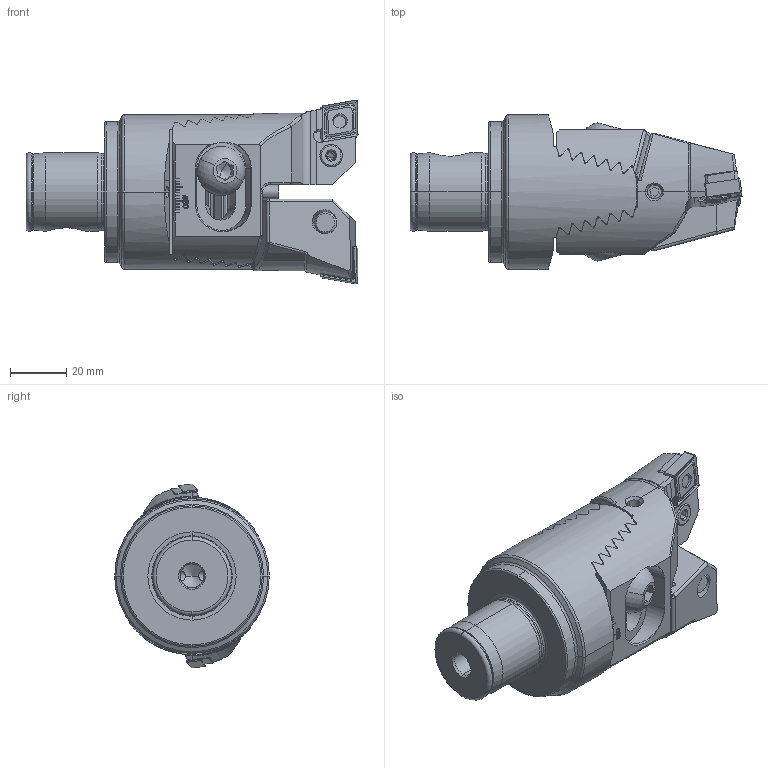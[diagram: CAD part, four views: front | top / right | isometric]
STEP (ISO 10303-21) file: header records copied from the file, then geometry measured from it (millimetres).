
FILE_DESCRIPTION (( 'STEP AP203' ), '1' );
FILE_NAME ('WH5.Z55.K23.090.STEP', '2013-03-06T07:21:56', ( 'baer' ), ( 'Hewlett-Packard Company' ), 'SwSTEP 2.0', 'SolidWorks 2012', '' );
FILE_SCHEMA (( 'CONFIG_CONTROL_DESIGN' ));
Length unit declared in the file: millimetre
Products named in the file (15): WH5.Z55.K23.090; Z55-WCD.101.037; Z55-ER3.001.020; CNMG120404; WCD-ER2.101.003_A; WCD-ER1.101.000; WCD; WCD-ER3.101.000_A; WCD-ER4.101.017_A; Z55-xxx.001.037_C_CN12; Z42-ER2.001.019_A; Z55-ER1.001.025; Z55-ER1.003.025_A_gespannt; Z55-ER1.002.025_A; WH5-Z55.K23.090_A
Assembly tree (21 placements, depth 4):
  WH5.Z55.K23.090
    WH5-Z55.K23.090_A
    Z55-ER1.001.025  x2
      Z55-ER1.002.025_A
      Z55-ER1.003.025_A_gespannt
    Z42-ER2.001.019_A
    Z55-WCD.101.037
      Z55-xxx.001.037_C_CN12  x2
      WCD  x2
        WCD-ER4.101.017_A
        WCD-ER3.101.000_A
      WCD-ER1.101.000  x2
      WCD-ER2.101.003_A  x2
      CNMG120404  x2
      Z55-ER3.001.020  x2
Bounding box: 118.19 x 55 x 65.5 mm (x, y, z)
Volume: 165481.3 mm3; surface area: 49707.6 mm2
Topology: 20 solids, 20 shells, 1200 faces, 3106 edges, 1929 vertices
Faces by surface type: plane 575, cylinder 259, cone 174, bspline 132, torus 44, sphere 16
Entity records: 27505 total; most frequent: CARTESIAN_POINT 9320, ORIENTED_EDGE 3754, DIRECTION 3068, EDGE_CURVE 1877, VERTEX_POINT 1179, AXIS2_PLACEMENT_3D 1084, VECTOR 900, LINE 900
